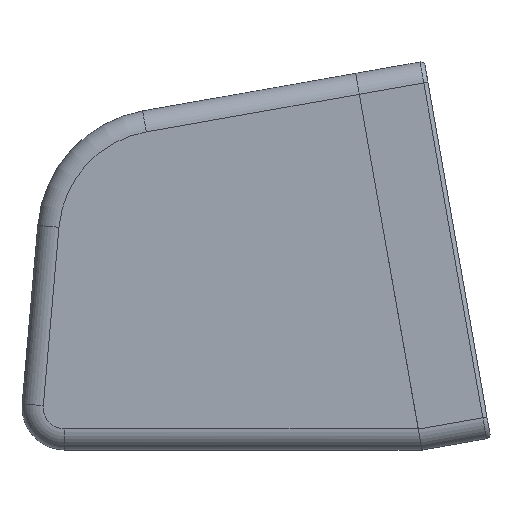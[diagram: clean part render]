
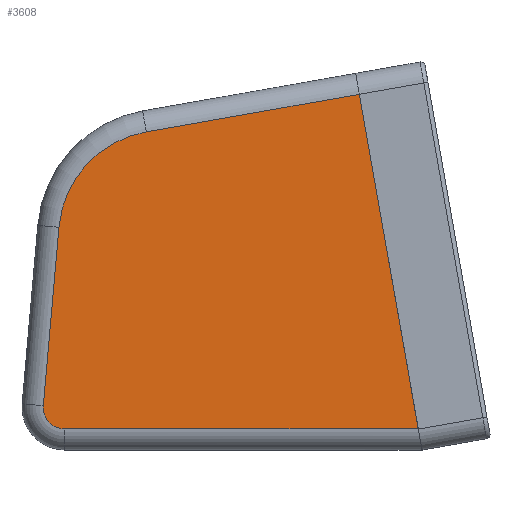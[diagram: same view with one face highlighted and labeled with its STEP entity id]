
A CAD part, left-side view. The second image highlights one B-rep face of the part: STEP entity #3608.
In plain terms, the highlighted planar face has unit normal (-1, 0, 0).
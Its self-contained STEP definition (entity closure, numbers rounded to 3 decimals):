
#3551=CARTESIAN_POINT('',(0.447,100.973,28.063));
#3552=DIRECTION('',(1.,0.,0.));
#3553=DIRECTION('',(0.,-0.174,-0.985));
#3554=AXIS2_PLACEMENT_3D('',#3551,#3552,#3553);
#3555=PLANE('',#3554);
#3556=CARTESIAN_POINT('',(0.447,86.419,52.431));
#3557=VERTEX_POINT('',#3556);
#3558=CARTESIAN_POINT('',(0.447,65.855,74.872));
#3559=VERTEX_POINT('',#3558);
#3560=CARTESIAN_POINT('',(0.447,61.514,50.252));
#3561=DIRECTION('',(1.,0.,0.));
#3562=DIRECTION('',(0.,0.,-1.));
#3563=AXIS2_PLACEMENT_3D('',#3560,#3561,#3562);
#3564=CIRCLE('',#3563,25.);
#3565=EDGE_CURVE('',#3557,#3559,#3564,.T.);
#3566=ORIENTED_EDGE('',*,*,#3565,.F.);
#3567=CARTESIAN_POINT('',(0.447,90.093,10.436));
#3568=VERTEX_POINT('',#3567);
#3569=CARTESIAN_POINT('',(0.447,86.419,52.431));
#3570=DIRECTION('',(-0.,0.087,-0.996));
#3571=VECTOR('',#3570,42.156);
#3572=LINE('',#3569,#3571);
#3573=EDGE_CURVE('',#3557,#3568,#3572,.T.);
#3574=ORIENTED_EDGE('',*,*,#3573,.T.);
#3575=CARTESIAN_POINT('',(0.447,85.112,5.));
#3576=VERTEX_POINT('',#3575);
#3577=CARTESIAN_POINT('',(0.447,85.112,10.));
#3578=DIRECTION('',(1.,0.,0.));
#3579=DIRECTION('',(0.,0.,-1.));
#3580=AXIS2_PLACEMENT_3D('',#3577,#3578,#3579);
#3581=CIRCLE('',#3580,5.);
#3582=EDGE_CURVE('',#3576,#3568,#3581,.T.);
#3583=ORIENTED_EDGE('',*,*,#3582,.F.);
#3584=CARTESIAN_POINT('',(0.447,1.862,5.));
#3585=VERTEX_POINT('',#3584);
#3586=CARTESIAN_POINT('',(0.447,85.112,5.));
#3587=DIRECTION('',(0.,-1.,-0.));
#3588=VECTOR('',#3587,83.249);
#3589=LINE('',#3586,#3588);
#3590=EDGE_CURVE('',#3576,#3585,#3589,.T.);
#3591=ORIENTED_EDGE('',*,*,#3590,.T.);
#3592=CARTESIAN_POINT('',(0.447,15.741,83.709));
#3593=VERTEX_POINT('',#3592);
#3594=CARTESIAN_POINT('',(0.447,15.741,83.709));
#3595=DIRECTION('',(0.,-0.174,-0.985));
#3596=VECTOR('',#3595,79.923);
#3597=LINE('',#3594,#3596);
#3598=EDGE_CURVE('',#3593,#3585,#3597,.T.);
#3599=ORIENTED_EDGE('',*,*,#3598,.F.);
#3600=CARTESIAN_POINT('',(0.447,15.741,83.709));
#3601=DIRECTION('',(-0.,0.985,-0.174));
#3602=VECTOR('',#3601,50.887);
#3603=LINE('',#3600,#3602);
#3604=EDGE_CURVE('',#3593,#3559,#3603,.T.);
#3605=ORIENTED_EDGE('',*,*,#3604,.T.);
#3606=EDGE_LOOP('',(#3566,#3574,#3583,#3591,#3599,#3605));
#3607=FACE_BOUND('',#3606,.T.);
#3608=ADVANCED_FACE('',(#3607),#3555,.F.);
